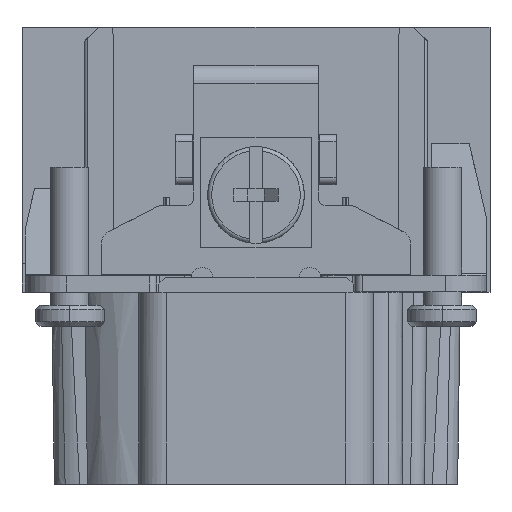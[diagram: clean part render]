
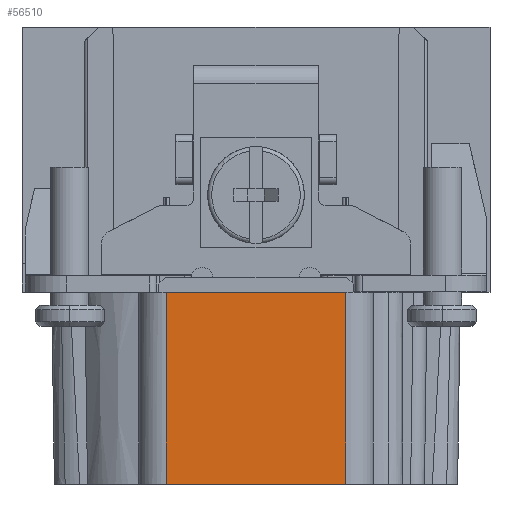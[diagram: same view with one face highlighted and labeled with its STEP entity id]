
A CAD part, front view. The second image highlights one B-rep face of the part: STEP entity #56510.
In plain terms, the highlighted planar face has unit normal (0, -1, 0).
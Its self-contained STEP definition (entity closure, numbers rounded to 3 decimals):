
#14770=DIRECTION('',(0.,0.,1.));
#14771=VECTOR('',#14770,13.9);
#14772=CARTESIAN_POINT('',(-6.5,-55.4,0.1));
#14773=LINE('',#14772,#14771);
#14774=DIRECTION('',(1.,0.,0.));
#14775=VECTOR('',#14774,13.);
#14776=CARTESIAN_POINT('',(-6.5,-55.4,14.));
#14777=LINE('',#14776,#14775);
#14778=DIRECTION('',(0.,0.,-1.));
#14779=VECTOR('',#14778,13.9);
#14780=CARTESIAN_POINT('',(6.5,-55.4,14.));
#14781=LINE('',#14780,#14779);
#14782=DIRECTION('',(-1.,0.,0.));
#14783=VECTOR('',#14782,13.);
#14784=CARTESIAN_POINT('',(6.5,-55.4,0.1));
#14785=LINE('',#14784,#14783);
#30100=CARTESIAN_POINT('',(-6.5,-55.4,0.1));
#30101=CARTESIAN_POINT('',(-6.5,-55.4,14.));
#30102=VERTEX_POINT('',#30100);
#30103=VERTEX_POINT('',#30101);
#30107=CARTESIAN_POINT('',(6.5,-55.4,0.1));
#30109=VERTEX_POINT('',#30107);
#30110=CARTESIAN_POINT('',(6.5,-55.4,14.));
#30111=VERTEX_POINT('',#30110);
#56497=CARTESIAN_POINT('',(-8.5,-55.4,0.1));
#56498=DIRECTION('',(0.,1.,0.));
#56499=DIRECTION('',(1.,0.,0.));
#56500=AXIS2_PLACEMENT_3D('',#56497,#56498,#56499);
#56501=PLANE('',#56500);
#56503=ORIENTED_EDGE('',*,*,#56502,.T.);
#56505=ORIENTED_EDGE('',*,*,#56504,.T.);
#56506=ORIENTED_EDGE('',*,*,#56489,.T.);
#56507=ORIENTED_EDGE('',*,*,#45442,.T.);
#56508=EDGE_LOOP('',(#56503,#56505,#56506,#56507));
#56509=FACE_OUTER_BOUND('',#56508,.F.);
#56510=ADVANCED_FACE('',(#56509),#56501,.F.);
#45442=EDGE_CURVE('',#30109,#30102,#14785,.T.);
#56489=EDGE_CURVE('',#30111,#30109,#14781,.T.);
#56502=EDGE_CURVE('',#30102,#30103,#14773,.T.);
#56504=EDGE_CURVE('',#30103,#30111,#14777,.T.);
